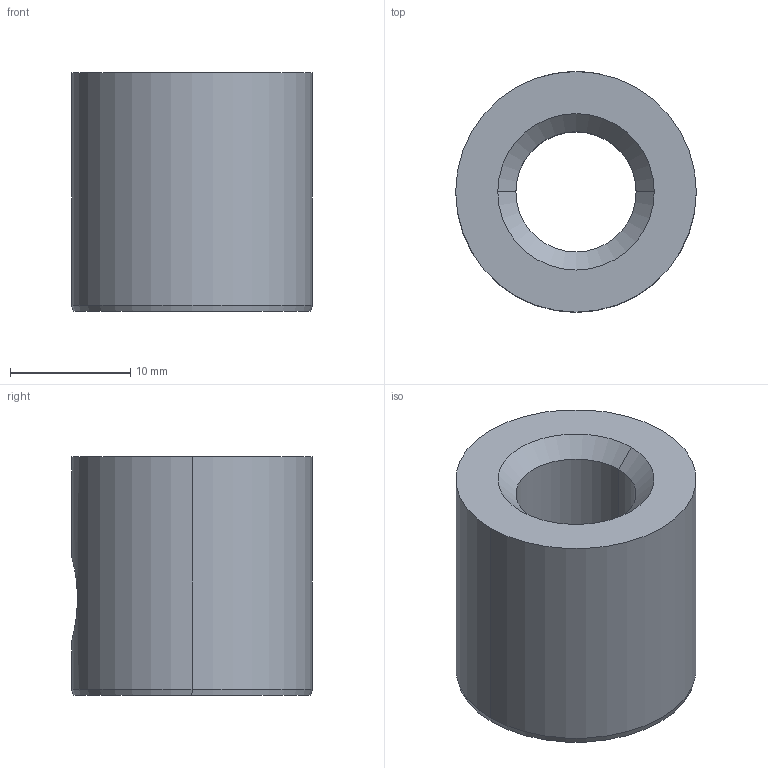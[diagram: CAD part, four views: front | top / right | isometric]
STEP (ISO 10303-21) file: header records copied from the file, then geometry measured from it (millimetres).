
FILE_DESCRIPTION (( 'STEP AP203' ), '1' );
FILE_NAME ('3751026~0.STEP', '2023-10-19T12:46:23', ( '' ), ( '' ), 'SwSTEP 2.0', 'SolidWorks 2016', '' );
FILE_SCHEMA (( 'CONFIG_CONTROL_DESIGN' ));
Length unit declared in the file: millimetre
Products named in the file (1): 3751026~0
Bounding box: 20 x 20 x 19.8 mm (x, y, z)
Volume: 4580.1 mm3; surface area: 2309.7 mm2
Topology: 1 solids, 1 shells, 14 faces, 30 edges, 17 vertices
Faces by surface type: cone 8, cylinder 4, plane 2
Entity records: 509 total; most frequent: CARTESIAN_POINT 126, DIRECTION 70, ORIENTED_EDGE 56, AXIS2_PLACEMENT_3D 29, EDGE_CURVE 28, EDGE_LOOP 17, VERTEX_POINT 17, ADVANCED_FACE 14
